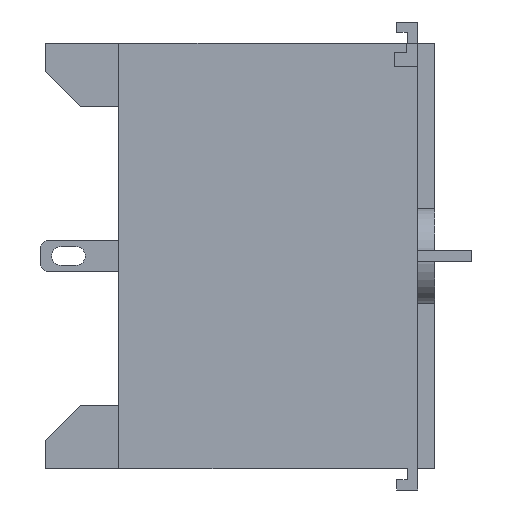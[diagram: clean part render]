
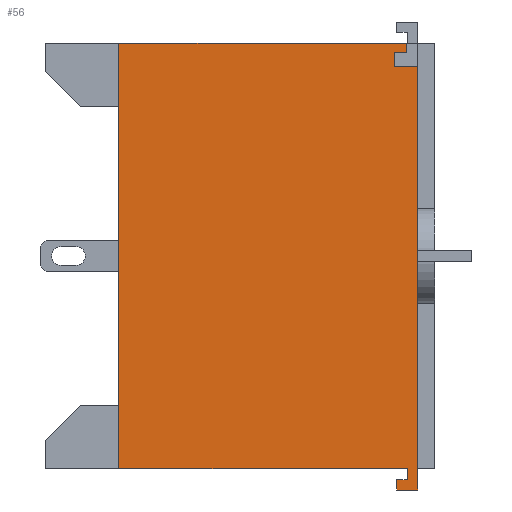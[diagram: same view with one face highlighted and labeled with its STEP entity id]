
A CAD part, left-side view. The second image highlights one B-rep face of the part: STEP entity #56.
In plain terms, the highlighted planar face has unit normal (-1, 0, 0).
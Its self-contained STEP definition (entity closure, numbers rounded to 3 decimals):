
#56=ADVANCED_FACE('',(#221),#222,.F.);
#221=FACE_OUTER_BOUND('',#545,.T.);
#222=PLANE('',#546);
#545=EDGE_LOOP('',(#919,#920,#921,#922,#923,#924,#925,#926,#927,#928,#929,#930));
#546=AXIS2_PLACEMENT_3D('',#931,#932,#933);
#919=ORIENTED_EDGE('',*,*,#2205,.F.);
#920=ORIENTED_EDGE('',*,*,#2206,.T.);
#921=ORIENTED_EDGE('',*,*,#2207,.T.);
#922=ORIENTED_EDGE('',*,*,#2208,.T.);
#923=ORIENTED_EDGE('',*,*,#2209,.T.);
#924=ORIENTED_EDGE('',*,*,#2210,.T.);
#925=ORIENTED_EDGE('',*,*,#2211,.T.);
#926=ORIENTED_EDGE('',*,*,#2212,.F.);
#927=ORIENTED_EDGE('',*,*,#2213,.F.);
#928=ORIENTED_EDGE('',*,*,#2214,.F.);
#929=ORIENTED_EDGE('',*,*,#2215,.F.);
#930=ORIENTED_EDGE('',*,*,#2216,.T.);
#931=CARTESIAN_POINT('',(-35.509,0.0,0.0));
#932=DIRECTION('',(1.0,0.0,0.0));
#933=DIRECTION('',(0.0,1.0,0.0));
#2205=EDGE_CURVE('',#2669,#2670,#2671,.T.);
#2206=EDGE_CURVE('',#2669,#2672,#2673,.T.);
#2207=EDGE_CURVE('',#2672,#2674,#2675,.T.);
#2208=EDGE_CURVE('',#2674,#2676,#2677,.T.);
#2209=EDGE_CURVE('',#2676,#2678,#2679,.T.);
#2210=EDGE_CURVE('',#2678,#2680,#2681,.T.);
#2211=EDGE_CURVE('',#2680,#2682,#2683,.T.);
#2212=EDGE_CURVE('',#2684,#2682,#2685,.T.);
#2213=EDGE_CURVE('',#2686,#2684,#2687,.T.);
#2214=EDGE_CURVE('',#2688,#2686,#2689,.T.);
#2215=EDGE_CURVE('',#2690,#2688,#2691,.T.);
#2216=EDGE_CURVE('',#2690,#2670,#2692,.T.);
#2669=VERTEX_POINT('',#3399);
#2670=VERTEX_POINT('',#3400);
#2671=LINE('',#3401,#3402);
#2672=VERTEX_POINT('',#3403);
#2673=LINE('',#3404,#3405);
#2674=VERTEX_POINT('',#3406);
#2675=LINE('',#3407,#3408);
#2676=VERTEX_POINT('',#3409);
#2677=LINE('',#3410,#3411);
#2678=VERTEX_POINT('',#3412);
#2679=LINE('',#3413,#3414);
#2680=VERTEX_POINT('',#3415);
#2681=LINE('',#3416,#3417);
#2682=VERTEX_POINT('',#3418);
#2683=LINE('',#3419,#3420);
#2684=VERTEX_POINT('',#3421);
#2685=LINE('',#3422,#3423);
#2686=VERTEX_POINT('',#3424);
#2687=LINE('',#3425,#3426);
#2688=VERTEX_POINT('',#3427);
#2689=LINE('',#3428,#3429);
#2690=VERTEX_POINT('',#3430);
#2691=LINE('',#3431,#3432);
#2692=LINE('',#3433,#3434);
#3399=CARTESIAN_POINT('',(-35.509,0.933,-19.018));
#3400=CARTESIAN_POINT('',(-35.509,26.69,-19.018));
#3401=CARTESIAN_POINT('',(-35.509,0.933,-19.018));
#3402=VECTOR('',#4465,25.758);
#3403=CARTESIAN_POINT('',(-35.509,0.933,-20.003));
#3404=CARTESIAN_POINT('',(-35.509,0.933,-19.018));
#3405=VECTOR('',#4466,0.985);
#3406=CARTESIAN_POINT('',(-35.509,1.885,-20.003));
#3407=CARTESIAN_POINT('',(-35.509,0.933,-20.003));
#3408=VECTOR('',#4467,0.953);
#3409=CARTESIAN_POINT('',(-35.509,1.885,-20.903));
#3410=CARTESIAN_POINT('',(-35.509,1.885,-20.003));
#3411=VECTOR('',#4468,0.9);
#3412=CARTESIAN_POINT('',(-35.509,0.0,-20.903));
#3413=CARTESIAN_POINT('',(-35.509,1.885,-20.903));
#3414=VECTOR('',#4469,1.885);
#3415=CARTESIAN_POINT('',(-35.509,0.0,16.923));
#3416=CARTESIAN_POINT('',(-35.509,0.0,-20.903));
#3417=VECTOR('',#4470,37.827);
#3418=CARTESIAN_POINT('',(-35.509,2.095,16.923));
#3419=CARTESIAN_POINT('',(-35.509,0.0,16.923));
#3420=VECTOR('',#4471,2.095);
#3421=CARTESIAN_POINT('',(-35.509,2.095,18.193));
#3422=CARTESIAN_POINT('',(-35.509,2.095,18.193));
#3423=VECTOR('',#4472,1.27);
#3424=CARTESIAN_POINT('',(-35.509,1.016,18.193));
#3425=CARTESIAN_POINT('',(-35.509,1.016,18.193));
#3426=VECTOR('',#4473,1.079);
#3427=CARTESIAN_POINT('',(-35.509,1.016,19.018));
#3428=CARTESIAN_POINT('',(-35.509,1.016,19.018));
#3429=VECTOR('',#4474,0.825);
#3430=CARTESIAN_POINT('',(-35.509,26.69,19.018));
#3431=CARTESIAN_POINT('',(-35.509,26.69,19.018));
#3432=VECTOR('',#4475,25.674);
#3433=CARTESIAN_POINT('',(-35.509,26.69,19.018));
#3434=VECTOR('',#4476,38.037);
#4465=DIRECTION('',(0.0,1.0,0.0));
#4466=DIRECTION('',(0.0,0.0,-1.0));
#4467=DIRECTION('',(0.0,1.0,0.0));
#4468=DIRECTION('',(0.0,0.0,-1.0));
#4469=DIRECTION('',(0.0,-1.0,0.0));
#4470=DIRECTION('',(0.0,0.0,1.0));
#4471=DIRECTION('',(0.0,1.0,0.0));
#4472=DIRECTION('',(0.0,0.0,-1.0));
#4473=DIRECTION('',(0.0,1.0,0.0));
#4474=DIRECTION('',(0.0,0.0,-1.0));
#4475=DIRECTION('',(0.0,-1.0,0.0));
#4476=DIRECTION('',(0.0,0.0,-1.0));
